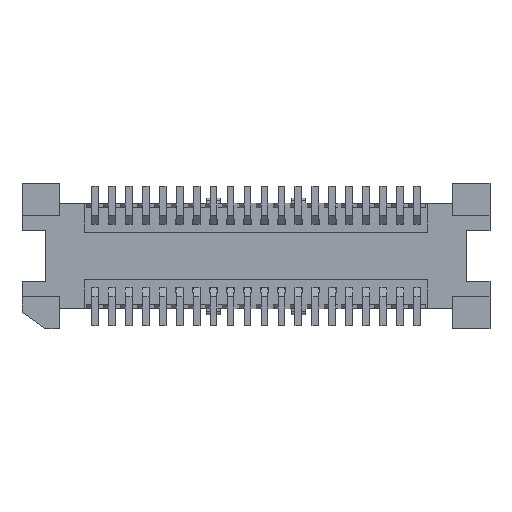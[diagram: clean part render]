
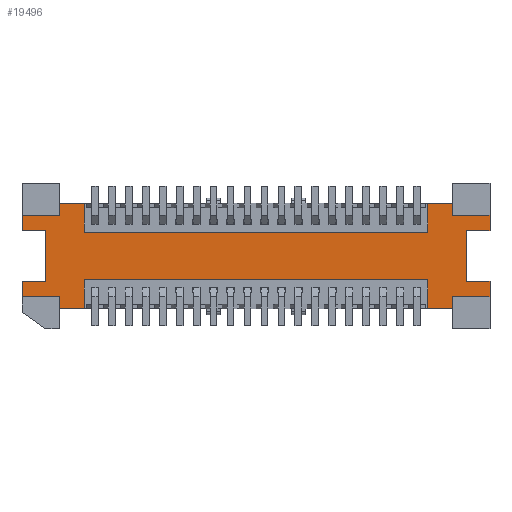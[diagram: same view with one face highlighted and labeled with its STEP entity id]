
A CAD part, front view. The second image highlights one B-rep face of the part: STEP entity #19496.
In plain terms, the highlighted planar face has unit normal (0, -1, 0).
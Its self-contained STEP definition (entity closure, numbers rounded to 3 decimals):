
#53=DIRECTION('',(-1.,0.,0.));
#54=VECTOR('',#53,1.1);
#55=CARTESIAN_POINT('',(-5.8,-1.075,1.2));
#56=LINE('',#55,#54);
#57=DIRECTION('',(-1.,0.,0.));
#58=VECTOR('',#57,1.1);
#59=CARTESIAN_POINT('',(6.9,-1.075,1.2));
#60=LINE('',#59,#58);
#85=DIRECTION('',(0.,0.,1.));
#86=VECTOR('',#85,0.45);
#87=CARTESIAN_POINT('',(-6.9,-1.075,0.75));
#88=LINE('',#87,#86);
#101=DIRECTION('',(0.,0.,1.));
#102=VECTOR('',#101,0.45);
#103=CARTESIAN_POINT('',(-6.9,-1.075,-1.2));
#104=LINE('',#103,#102);
#313=DIRECTION('',(0.,0.,-1.));
#314=VECTOR('',#313,0.85);
#315=CARTESIAN_POINT('',(-5.06,-1.075,1.55));
#316=LINE('',#315,#314);
#317=DIRECTION('',(1.,0.,0.));
#318=VECTOR('',#317,10.12);
#319=CARTESIAN_POINT('',(-5.06,-1.075,0.7));
#320=LINE('',#319,#318);
#321=DIRECTION('',(0.,0.,1.));
#322=VECTOR('',#321,0.85);
#323=CARTESIAN_POINT('',(5.06,-1.075,0.7));
#324=LINE('',#323,#322);
#325=DIRECTION('',(0.,0.,-1.));
#326=VECTOR('',#325,0.35);
#327=CARTESIAN_POINT('',(5.8,-1.075,1.55));
#328=LINE('',#327,#326);
#329=DIRECTION('',(-1.,0.,0.));
#330=VECTOR('',#329,0.7);
#331=CARTESIAN_POINT('',(6.9,-1.075,0.75));
#332=LINE('',#331,#330);
#333=DIRECTION('',(0.,0.,1.));
#334=VECTOR('',#333,1.5);
#335=CARTESIAN_POINT('',(6.2,-1.075,-0.75));
#336=LINE('',#335,#334);
#337=DIRECTION('',(-1.,0.,0.));
#338=VECTOR('',#337,0.7);
#339=CARTESIAN_POINT('',(6.9,-1.075,-0.75));
#340=LINE('',#339,#338);
#341=DIRECTION('',(-1.,0.,0.));
#342=VECTOR('',#341,1.1);
#343=CARTESIAN_POINT('',(6.9,-1.075,-1.2));
#344=LINE('',#343,#342);
#345=DIRECTION('',(0.,0.,-1.));
#346=VECTOR('',#345,0.35);
#347=CARTESIAN_POINT('',(5.8,-1.075,-1.2));
#348=LINE('',#347,#346);
#349=DIRECTION('',(0.,0.,1.));
#350=VECTOR('',#349,0.85);
#351=CARTESIAN_POINT('',(5.06,-1.075,-1.55));
#352=LINE('',#351,#350);
#353=DIRECTION('',(-1.,0.,0.));
#354=VECTOR('',#353,10.12);
#355=CARTESIAN_POINT('',(5.06,-1.075,-0.7));
#356=LINE('',#355,#354);
#357=DIRECTION('',(0.,0.,1.));
#358=VECTOR('',#357,0.85);
#359=CARTESIAN_POINT('',(-5.06,-1.075,-1.55));
#360=LINE('',#359,#358);
#361=DIRECTION('',(-1.,0.,0.));
#362=VECTOR('',#361,1.1);
#363=CARTESIAN_POINT('',(-5.8,-1.075,-1.2));
#364=LINE('',#363,#362);
#365=DIRECTION('',(1.,0.,0.));
#366=VECTOR('',#365,0.7);
#367=CARTESIAN_POINT('',(-6.9,-1.075,-0.75));
#368=LINE('',#367,#366);
#369=DIRECTION('',(0.,0.,-1.));
#370=VECTOR('',#369,1.5);
#371=CARTESIAN_POINT('',(-6.2,-1.075,0.75));
#372=LINE('',#371,#370);
#373=DIRECTION('',(1.,0.,0.));
#374=VECTOR('',#373,0.7);
#375=CARTESIAN_POINT('',(-6.9,-1.075,0.75));
#376=LINE('',#375,#374);
#493=DIRECTION('',(-1.,0.,0.));
#494=VECTOR('',#493,0.74);
#495=CARTESIAN_POINT('',(5.8,-1.075,1.55));
#496=LINE('',#495,#494);
#745=DIRECTION('',(-1.,0.,0.));
#746=VECTOR('',#745,0.74);
#747=CARTESIAN_POINT('',(-5.06,-1.075,1.55));
#748=LINE('',#747,#746);
#801=DIRECTION('',(-1.,0.,0.));
#802=VECTOR('',#801,0.74);
#803=CARTESIAN_POINT('',(-5.06,-1.075,-1.55));
#804=LINE('',#803,#802);
#1053=DIRECTION('',(-1.,0.,0.));
#1054=VECTOR('',#1053,0.74);
#1055=CARTESIAN_POINT('',(5.8,-1.075,-1.55));
#1056=LINE('',#1055,#1054);
#1217=DIRECTION('',(0.,0.,1.));
#1218=VECTOR('',#1217,0.45);
#1219=CARTESIAN_POINT('',(6.9,-1.075,0.75));
#1220=LINE('',#1219,#1218);
#1273=DIRECTION('',(0.,0.,1.));
#1274=VECTOR('',#1273,0.45);
#1275=CARTESIAN_POINT('',(6.9,-1.075,-1.2));
#1276=LINE('',#1275,#1274);
#1353=DIRECTION('',(0.,0.,-1.));
#1354=VECTOR('',#1353,0.35);
#1355=CARTESIAN_POINT('',(-5.8,-1.075,1.55));
#1356=LINE('',#1355,#1354);
#1361=DIRECTION('',(0.,0.,-1.));
#1362=VECTOR('',#1361,0.35);
#1363=CARTESIAN_POINT('',(-5.8,-1.075,-1.2));
#1364=LINE('',#1363,#1362);
#14637=CARTESIAN_POINT('',(5.8,-1.075,-1.55));
#14638=VERTEX_POINT('',#14637);
#14639=CARTESIAN_POINT('',(-5.8,-1.075,-1.55));
#14640=VERTEX_POINT('',#14639);
#14641=CARTESIAN_POINT('',(5.8,-1.075,1.55));
#14642=VERTEX_POINT('',#14641);
#14643=CARTESIAN_POINT('',(-5.8,-1.075,1.55));
#14644=VERTEX_POINT('',#14643);
#14646=CARTESIAN_POINT('',(-6.9,-1.075,1.2));
#14648=VERTEX_POINT('',#14646);
#14650=CARTESIAN_POINT('',(-6.9,-1.075,-1.2));
#14652=VERTEX_POINT('',#14650);
#14665=CARTESIAN_POINT('',(6.9,-1.075,1.2));
#14666=VERTEX_POINT('',#14665);
#14667=CARTESIAN_POINT('',(6.9,-1.075,-1.2));
#14668=VERTEX_POINT('',#14667);
#14669=CARTESIAN_POINT('',(5.8,-1.075,1.2));
#14670=VERTEX_POINT('',#14669);
#14671=CARTESIAN_POINT('',(5.8,-1.075,-1.2));
#14672=VERTEX_POINT('',#14671);
#14673=CARTESIAN_POINT('',(-5.8,-1.075,1.2));
#14674=VERTEX_POINT('',#14673);
#14675=CARTESIAN_POINT('',(-5.8,-1.075,-1.2));
#14676=VERTEX_POINT('',#14675);
#14685=CARTESIAN_POINT('',(6.2,-1.075,-0.75));
#14686=CARTESIAN_POINT('',(6.2,-1.075,0.75));
#14687=VERTEX_POINT('',#14685);
#14688=VERTEX_POINT('',#14686);
#14689=CARTESIAN_POINT('',(6.9,-1.075,0.75));
#14690=VERTEX_POINT('',#14689);
#14691=CARTESIAN_POINT('',(6.9,-1.075,-0.75));
#14692=VERTEX_POINT('',#14691);
#14753=CARTESIAN_POINT('',(-6.9,-1.075,-0.75));
#14754=CARTESIAN_POINT('',(-6.2,-1.075,-0.75));
#14755=VERTEX_POINT('',#14753);
#14756=VERTEX_POINT('',#14754);
#14757=CARTESIAN_POINT('',(-6.9,-1.075,0.75));
#14758=CARTESIAN_POINT('',(-6.2,-1.075,0.75));
#14759=VERTEX_POINT('',#14757);
#14760=VERTEX_POINT('',#14758);
#14845=CARTESIAN_POINT('',(-5.06,-1.075,1.55));
#14846=CARTESIAN_POINT('',(-5.06,-1.075,0.7));
#14847=VERTEX_POINT('',#14845);
#14848=VERTEX_POINT('',#14846);
#14849=CARTESIAN_POINT('',(5.06,-1.075,0.7));
#14850=VERTEX_POINT('',#14849);
#14851=CARTESIAN_POINT('',(5.06,-1.075,1.55));
#14852=VERTEX_POINT('',#14851);
#15305=CARTESIAN_POINT('',(5.06,-1.075,-1.55));
#15306=VERTEX_POINT('',#15305);
#15327=CARTESIAN_POINT('',(-5.06,-1.075,-1.55));
#15329=VERTEX_POINT('',#15327);
#15331=CARTESIAN_POINT('',(5.06,-1.075,-0.7));
#15332=VERTEX_POINT('',#15331);
#15333=CARTESIAN_POINT('',(-5.06,-1.075,-0.7));
#15334=VERTEX_POINT('',#15333);
#19442=CARTESIAN_POINT('',(5.8,-1.075,1.55));
#19443=DIRECTION('',(0.,1.,0.));
#19444=DIRECTION('',(-1.,0.,0.));
#19445=AXIS2_PLACEMENT_3D('',#19442,#19443,#19444);
#19446=PLANE('',#19445);
#19448=ORIENTED_EDGE('',*,*,#19447,.T.);
#19450=ORIENTED_EDGE('',*,*,#19449,.T.);
#19452=ORIENTED_EDGE('',*,*,#19451,.T.);
#19454=ORIENTED_EDGE('',*,*,#19453,.F.);
#19455=ORIENTED_EDGE('',*,*,#19020,.T.);
#19456=ORIENTED_EDGE('',*,*,#19077,.F.);
#19458=ORIENTED_EDGE('',*,*,#19457,.F.);
#19459=ORIENTED_EDGE('',*,*,#19408,.T.);
#19460=ORIENTED_EDGE('',*,*,#19255,.F.);
#19461=ORIENTED_EDGE('',*,*,#19319,.F.);
#19463=ORIENTED_EDGE('',*,*,#19462,.F.);
#19465=ORIENTED_EDGE('',*,*,#19464,.T.);
#19466=ORIENTED_EDGE('',*,*,#19047,.T.);
#19468=ORIENTED_EDGE('',*,*,#19467,.T.);
#19470=ORIENTED_EDGE('',*,*,#19469,.T.);
#19472=ORIENTED_EDGE('',*,*,#19471,.T.);
#19474=ORIENTED_EDGE('',*,*,#19473,.F.);
#19476=ORIENTED_EDGE('',*,*,#19475,.T.);
#19478=ORIENTED_EDGE('',*,*,#19477,.F.);
#19480=ORIENTED_EDGE('',*,*,#19479,.T.);
#19481=ORIENTED_EDGE('',*,*,#19119,.T.);
#19483=ORIENTED_EDGE('',*,*,#19482,.T.);
#19485=ORIENTED_EDGE('',*,*,#19484,.F.);
#19487=ORIENTED_EDGE('',*,*,#19486,.F.);
#19488=ORIENTED_EDGE('',*,*,#19103,.T.);
#19489=ORIENTED_EDGE('',*,*,#19063,.F.);
#19491=ORIENTED_EDGE('',*,*,#19490,.F.);
#19493=ORIENTED_EDGE('',*,*,#19492,.F.);
#19494=EDGE_LOOP('',(#19448,#19450,#19452,#19454,#19455,#19456,#19458,#19459,
#19460,#19461,#19463,#19465,#19466,#19468,#19470,#19472,#19474,#19476,#19478,
#19480,#19481,#19483,#19485,#19487,#19488,#19489,#19491,#19493));
#19495=FACE_OUTER_BOUND('',#19494,.F.);
#19496=ADVANCED_FACE('',(#19495),#19446,.F.);
#19020=EDGE_CURVE('',#14642,#14670,#328,.T.);
#19047=EDGE_CURVE('',#14672,#14638,#348,.T.);
#19063=EDGE_CURVE('',#14674,#14648,#56,.T.);
#19077=EDGE_CURVE('',#14666,#14670,#60,.T.);
#19103=EDGE_CURVE('',#14759,#14648,#88,.T.);
#19119=EDGE_CURVE('',#14652,#14755,#104,.T.);
#19255=EDGE_CURVE('',#14687,#14688,#336,.T.);
#19319=EDGE_CURVE('',#14692,#14687,#340,.T.);
#19408=EDGE_CURVE('',#14690,#14688,#332,.T.);
#19447=EDGE_CURVE('',#14847,#14848,#316,.T.);
#19449=EDGE_CURVE('',#14848,#14850,#320,.T.);
#19451=EDGE_CURVE('',#14850,#14852,#324,.T.);
#19453=EDGE_CURVE('',#14642,#14852,#496,.T.);
#19457=EDGE_CURVE('',#14690,#14666,#1220,.T.);
#19462=EDGE_CURVE('',#14668,#14692,#1276,.T.);
#19464=EDGE_CURVE('',#14668,#14672,#344,.T.);
#19467=EDGE_CURVE('',#14638,#15306,#1056,.T.);
#19469=EDGE_CURVE('',#15306,#15332,#352,.T.);
#19471=EDGE_CURVE('',#15332,#15334,#356,.T.);
#19473=EDGE_CURVE('',#15329,#15334,#360,.T.);
#19475=EDGE_CURVE('',#15329,#14640,#804,.T.);
#19477=EDGE_CURVE('',#14676,#14640,#1364,.T.);
#19479=EDGE_CURVE('',#14676,#14652,#364,.T.);
#19482=EDGE_CURVE('',#14755,#14756,#368,.T.);
#19484=EDGE_CURVE('',#14760,#14756,#372,.T.);
#19486=EDGE_CURVE('',#14759,#14760,#376,.T.);
#19490=EDGE_CURVE('',#14644,#14674,#1356,.T.);
#19492=EDGE_CURVE('',#14847,#14644,#748,.T.);
